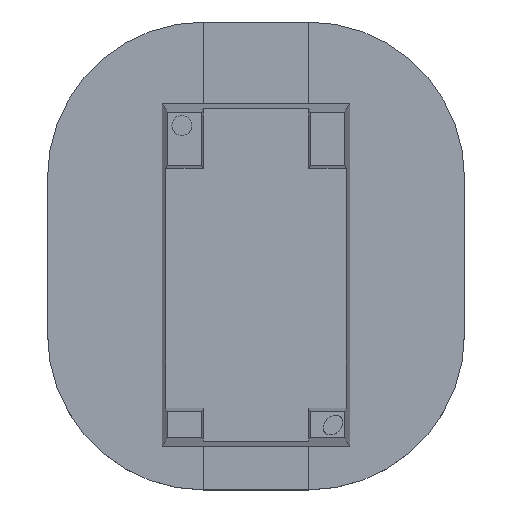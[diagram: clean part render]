
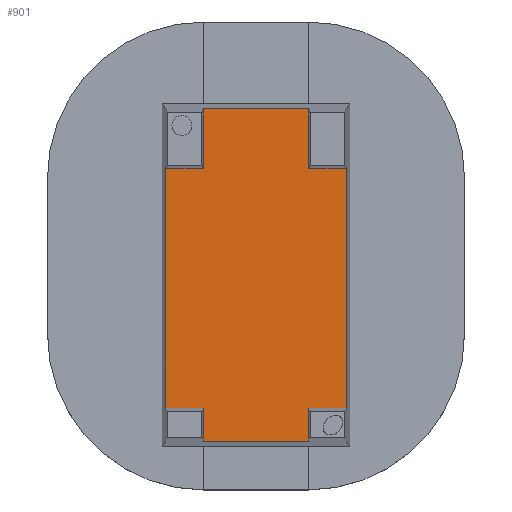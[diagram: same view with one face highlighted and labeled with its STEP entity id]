
A CAD part, top view. The second image highlights one B-rep face of the part: STEP entity #901.
In plain terms, the highlighted planar face has unit normal (0, 0, 1).
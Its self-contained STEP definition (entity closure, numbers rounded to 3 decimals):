
#1 = EDGE_CURVE ( 'NONE', #271, #90, #1206, .T. ) ;
#3 = EDGE_CURVE ( 'NONE', #2098, #2069, #161, .T. ) ;
#18 = VERTEX_POINT ( 'NONE', #68 ) ;
#24 = DIRECTION ( 'NONE',  ( 0., 0., 1. ) ) ;
#54 = ORIENTED_EDGE ( 'NONE', *, *, #1, .T. ) ;
#68 = CARTESIAN_POINT ( 'NONE',  ( 4.089, -6.589, 3.925 ) ) ;
#75 = DIRECTION ( 'NONE',  ( 0., -1., 0. ) ) ;
#77 = VECTOR ( 'NONE', #2483, 1000. ) ;
#79 = VERTEX_POINT ( 'NONE', #458 ) ;
#90 = VERTEX_POINT ( 'NONE', #667 ) ;
#153 = LINE ( 'NONE', #988, #1526 ) ;
#161 = LINE ( 'NONE', #1000, #1644 ) ;
#188 = CARTESIAN_POINT ( 'NONE',  ( -4.089, -6.589, 3.925 ) ) ;
#200 = VERTEX_POINT ( 'NONE', #1539 ) ;
#208 = DIRECTION ( 'NONE',  ( 1., 0., 0. ) ) ;
#237 = EDGE_CURVE ( 'NONE', #79, #271, #562, .T. ) ;
#246 = CARTESIAN_POINT ( 'NONE',  ( -2.375, 4.249, 3.925 ) ) ;
#271 = VERTEX_POINT ( 'NONE', #1203 ) ;
#309 = CARTESIAN_POINT ( 'NONE',  ( -9.425, -8.076, 3.925 ) ) ;
#321 = ORIENTED_EDGE ( 'NONE', *, *, #237, .T. ) ;
#338 = ORIENTED_EDGE ( 'NONE', *, *, #1155, .T. ) ;
#379 = LINE ( 'NONE', #1838, #1570 ) ;
#404 = CARTESIAN_POINT ( 'NONE',  ( 4.089, -8.32, 3.925 ) ) ;
#417 = CARTESIAN_POINT ( 'NONE',  ( -2.375, -10.28, 3.925 ) ) ;
#442 = ORIENTED_EDGE ( 'NONE', *, *, #462, .T. ) ;
#458 = CARTESIAN_POINT ( 'NONE',  ( -2.375, -8.076, 3.925 ) ) ;
#459 = PLANE ( 'NONE',  #481 ) ;
#462 = EDGE_CURVE ( 'NONE', #804, #79, #1107, .T. ) ;
#481 = AXIS2_PLACEMENT_3D ( 'NONE', #417, #24, #1875 ) ;
#523 = LINE ( 'NONE', #1369, #1737 ) ;
#562 = LINE ( 'NONE', #309, #1864 ) ;
#574 = CARTESIAN_POINT ( 'NONE',  ( 2.375, -10.28, 3.925 ) ) ;
#603 = ORIENTED_EDGE ( 'NONE', *, *, #1035, .T. ) ;
#667 = CARTESIAN_POINT ( 'NONE',  ( 2.375, -6.589, 3.925 ) ) ;
#709 = ORIENTED_EDGE ( 'NONE', *, *, #2236, .T. ) ;
#796 = ORIENTED_EDGE ( 'NONE', *, *, #1357, .T. ) ;
#804 = VERTEX_POINT ( 'NONE', #1240 ) ;
#817 = VECTOR ( 'NONE', #1454, 1000. ) ;
#831 = EDGE_CURVE ( 'NONE', #90, #18, #153, .T. ) ;
#844 = ORIENTED_EDGE ( 'NONE', *, *, #2308, .T. ) ;
#859 = EDGE_CURVE ( 'NONE', #2300, #804, #1312, .T. ) ;
#901 = ADVANCED_FACE ( 'NONE', ( #1280 ), #459, .T. ) ;
#948 = CARTESIAN_POINT ( 'NONE',  ( -2.375, -10.28, 3.925 ) ) ;
#956 = CARTESIAN_POINT ( 'NONE',  ( 2.375, 6.936, 3.925 ) ) ;
#968 = VECTOR ( 'NONE', #208, 1000. ) ;
#988 = CARTESIAN_POINT ( 'NONE',  ( -2.375, -6.589, 3.925 ) ) ;
#1000 = CARTESIAN_POINT ( 'NONE',  ( -2.375, 4.249, 3.925 ) ) ;
#1010 = VECTOR ( 'NONE', #1420, 1000. ) ;
#1031 = VERTEX_POINT ( 'NONE', #956 ) ;
#1035 = EDGE_CURVE ( 'NONE', #200, #1392, #523, .T. ) ;
#1107 = LINE ( 'NONE', #948, #1867 ) ;
#1142 = DIRECTION ( 'NONE',  ( 0., 1., 0. ) ) ;
#1155 = EDGE_CURVE ( 'NONE', #2384, #2098, #379, .T. ) ;
#1166 = DIRECTION ( 'NONE',  ( -1., 0., 0. ) ) ;
#1203 = CARTESIAN_POINT ( 'NONE',  ( 2.375, -8.076, 3.925 ) ) ;
#1206 = LINE ( 'NONE', #1237, #817 ) ;
#1237 = CARTESIAN_POINT ( 'NONE',  ( 2.375, -10.28, 3.925 ) ) ;
#1240 = CARTESIAN_POINT ( 'NONE',  ( -2.375, -6.589, 3.925 ) ) ;
#1256 = ORIENTED_EDGE ( 'NONE', *, *, #1549, .T. ) ;
#1280 = FACE_OUTER_BOUND ( 'NONE', #1664, .T. ) ;
#1312 = LINE ( 'NONE', #1886, #968 ) ;
#1346 = CARTESIAN_POINT ( 'NONE',  ( 2.375, 4.249, 3.925 ) ) ;
#1357 = EDGE_CURVE ( 'NONE', #1392, #1031, #2413, .T. ) ;
#1369 = CARTESIAN_POINT ( 'NONE',  ( -2.375, 4.249, 3.925 ) ) ;
#1392 = VERTEX_POINT ( 'NONE', #1346 ) ;
#1420 = DIRECTION ( 'NONE',  ( 0., 1., 0. ) ) ;
#1454 = DIRECTION ( 'NONE',  ( 0., 1., 0. ) ) ;
#1526 = VECTOR ( 'NONE', #1816, 1000. ) ;
#1539 = CARTESIAN_POINT ( 'NONE',  ( 4.089, 4.249, 3.925 ) ) ;
#1549 = EDGE_CURVE ( 'NONE', #2069, #2300, #1636, .T. ) ;
#1570 = VECTOR ( 'NONE', #2091, 1000. ) ;
#1636 = LINE ( 'NONE', #1650, #77 ) ;
#1644 = VECTOR ( 'NONE', #1827, 1000. ) ;
#1650 = CARTESIAN_POINT ( 'NONE',  ( -4.089, -8.32, 3.925 ) ) ;
#1664 = EDGE_LOOP ( 'NONE', ( #1801, #442, #321, #54, #1881, #844, #603, #796, #709, #338, #2539, #1256 ) ) ;
#1737 = VECTOR ( 'NONE', #1166, 1000. ) ;
#1801 = ORIENTED_EDGE ( 'NONE', *, *, #859, .T. ) ;
#1816 = DIRECTION ( 'NONE',  ( 1., 0., 0. ) ) ;
#1827 = DIRECTION ( 'NONE',  ( -1., 0., 0. ) ) ;
#1838 = CARTESIAN_POINT ( 'NONE',  ( -2.375, -10.28, 3.925 ) ) ;
#1864 = VECTOR ( 'NONE', #2007, 1000. ) ;
#1867 = VECTOR ( 'NONE', #75, 1000. ) ;
#1875 = DIRECTION ( 'NONE',  ( 1., 0., 0. ) ) ;
#1881 = ORIENTED_EDGE ( 'NONE', *, *, #831, .T. ) ;
#1886 = CARTESIAN_POINT ( 'NONE',  ( -2.375, -6.589, 3.925 ) ) ;
#2007 = DIRECTION ( 'NONE',  ( 1., 0., 0. ) ) ;
#2024 = CARTESIAN_POINT ( 'NONE',  ( -2.375, 6.936, 3.925 ) ) ;
#2069 = VERTEX_POINT ( 'NONE', #2544 ) ;
#2091 = DIRECTION ( 'NONE',  ( 0., -1., 0. ) ) ;
#2098 = VERTEX_POINT ( 'NONE', #246 ) ;
#2128 = VECTOR ( 'NONE', #1142, 1000. ) ;
#2156 = LINE ( 'NONE', #2588, #2659 ) ;
#2236 = EDGE_CURVE ( 'NONE', #1031, #2384, #2156, .T. ) ;
#2300 = VERTEX_POINT ( 'NONE', #188 ) ;
#2308 = EDGE_CURVE ( 'NONE', #18, #200, #2446, .T. ) ;
#2384 = VERTEX_POINT ( 'NONE', #2024 ) ;
#2413 = LINE ( 'NONE', #574, #2128 ) ;
#2446 = LINE ( 'NONE', #404, #1010 ) ;
#2483 = DIRECTION ( 'NONE',  ( 0., -1., 0. ) ) ;
#2539 = ORIENTED_EDGE ( 'NONE', *, *, #3, .T. ) ;
#2544 = CARTESIAN_POINT ( 'NONE',  ( -4.089, 4.249, 3.925 ) ) ;
#2588 = CARTESIAN_POINT ( 'NONE',  ( -9.425, 6.936, 3.925 ) ) ;
#2632 = DIRECTION ( 'NONE',  ( -1., 0., 0. ) ) ;
#2659 = VECTOR ( 'NONE', #2632, 1000. ) ;
